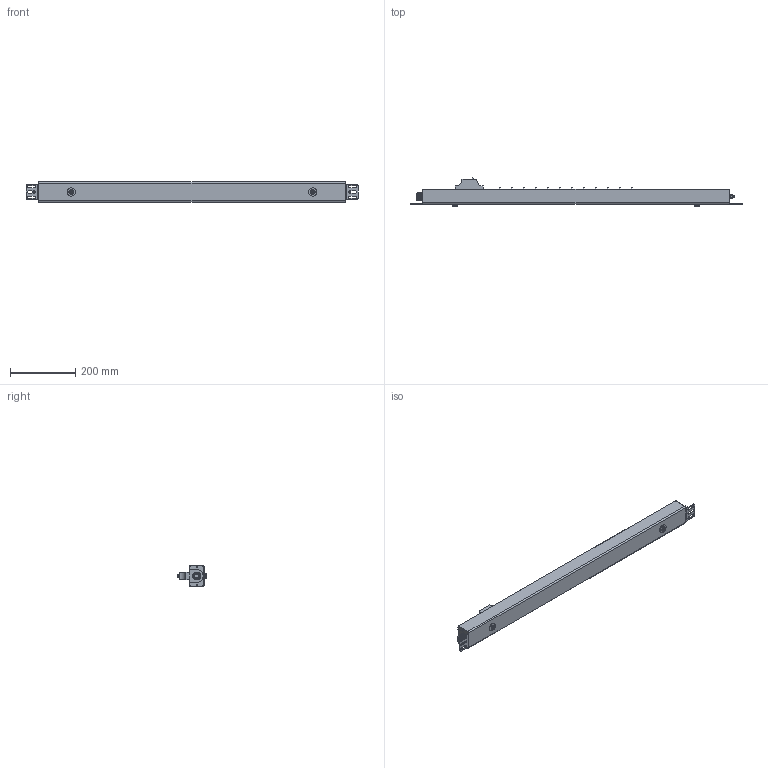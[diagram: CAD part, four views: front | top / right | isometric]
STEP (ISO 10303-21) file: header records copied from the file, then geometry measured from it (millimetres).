
FILE_DESCRIPTION((''),'2;1');
FILE_NAME('26-BS-PV-43-12C13-06D-12_ASM','2023-01-29T',('ROG TT'),(''),'PRO/ENGINEER BY PARAMETRIC TECHNOLOGY CORPORATION, 2001280','PRO/ENGINEER BY PARAMETRIC TECHNOLOGY CORPORATION, 2001280','');
FILE_SCHEMA(('CONFIG_CONTROL_DESIGN'));
Length unit declared in the file: millimetre
Products named in the file (7): 26-BS-PV-43-12C13-06D-12; M6_LUOMAO; PG11_SUOTOU1; GUOER_HULU; PG25_GUAER; GER_E; 26-BS-PV-43-12C13-06D-12_ASM
Assembly tree (14 placements, depth 2):
  26-BS-PV-43-12C13-06D-12_ASM
    26-BS-PV-43-12C13-06D-12
    M6_LUOMAO  x2
    PG11_SUOTOU1
    GUOER_HULU  x2
    PG25_GUAER  x2
    GER_E  x6
Bounding box: 1019 x 86.9 x 62.5 mm (x, y, z)
Volume: 2528202.6 mm3; surface area: 305793.2 mm2
Topology: 14 solids, 14 shells, 1611 faces, 4180 edges, 2720 vertices
Faces by surface type: plane 942, cylinder 504, bspline 95, cone 42, torus 28
Entity records: 44974 total; most frequent: CARTESIAN_POINT 12695, ORIENTED_EDGE 6760, DIRECTION 6498, EDGE_CURVE 3380, VECTOR 2370, LINE 2370, VERTEX_POINT 2232, AXIS2_PLACEMENT_3D 2064
